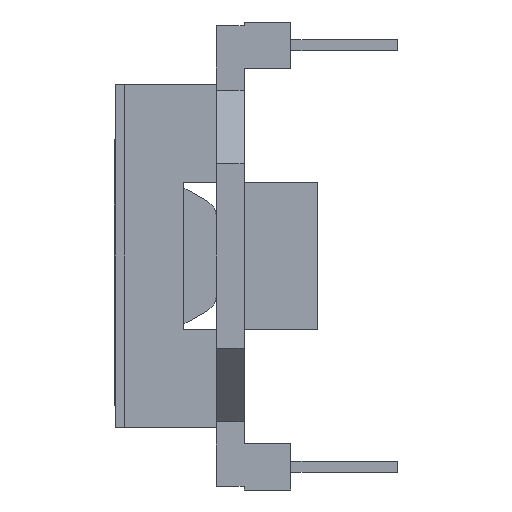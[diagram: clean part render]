
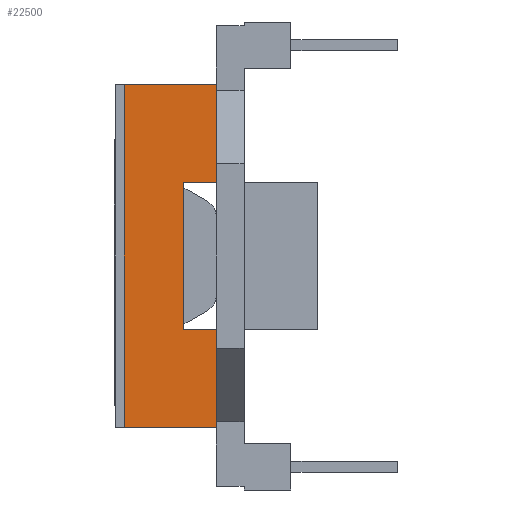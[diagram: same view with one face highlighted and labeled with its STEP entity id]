
A CAD part, left-side view. The second image highlights one B-rep face of the part: STEP entity #22500.
In plain terms, the highlighted planar face has unit normal (-1, 0, 0).
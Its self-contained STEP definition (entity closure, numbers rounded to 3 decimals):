
#167 = VECTOR ( 'NONE', #9074, 1000. ) ;
#510 = ORIENTED_EDGE ( 'NONE', *, *, #4977, .T. ) ;
#609 = VERTEX_POINT ( 'NONE', #18656 ) ;
#999 = DIRECTION ( 'NONE',  ( 0., 0., 1. ) ) ;
#1249 = DIRECTION ( 'NONE',  ( 0., -1., 0. ) ) ;
#1305 = VERTEX_POINT ( 'NONE', #19362 ) ;
#1398 = EDGE_CURVE ( 'NONE', #23990, #24190, #23498, .T. ) ;
#1652 = DIRECTION ( 'NONE',  ( 0., 0., -1. ) ) ;
#2036 = CARTESIAN_POINT ( 'NONE',  ( -16.5, 4., 0. ) ) ;
#2128 = CARTESIAN_POINT ( 'NONE',  ( -16.5, -9.3, -5. ) ) ;
#2836 = CARTESIAN_POINT ( 'NONE',  ( -16.5, -11.16, -3.2 ) ) ;
#3055 = LINE ( 'NONE', #2036, #14705 ) ;
#3479 = LINE ( 'NONE', #10321, #7283 ) ;
#3667 = VECTOR ( 'NONE', #1652, 1000. ) ;
#4343 = VERTEX_POINT ( 'NONE', #17880 ) ;
#4399 = EDGE_CURVE ( 'NONE', #15675, #609, #3479, .T. ) ;
#4977 = EDGE_CURVE ( 'NONE', #1305, #15675, #10963, .T. ) ;
#6659 = ORIENTED_EDGE ( 'NONE', *, *, #4399, .T. ) ;
#6697 = VECTOR ( 'NONE', #8619, 1000. ) ;
#7283 = VECTOR ( 'NONE', #12073, 1000. ) ;
#7936 = AXIS2_PLACEMENT_3D ( 'NONE', #12242, #10317, #999 ) ;
#8538 = PLANE ( 'NONE',  #7936 ) ;
#8619 = DIRECTION ( 'NONE',  ( 0., 0., -1. ) ) ;
#9074 = DIRECTION ( 'NONE',  ( 0., 1., 0. ) ) ;
#10204 = ORIENTED_EDGE ( 'NONE', *, *, #22367, .T. ) ;
#10317 = DIRECTION ( 'NONE',  ( -1., 0., 0. ) ) ;
#10321 = CARTESIAN_POINT ( 'NONE',  ( -16.5, 9.3, 0. ) ) ;
#10963 = LINE ( 'NONE', #20067, #167 ) ;
#12001 = VECTOR ( 'NONE', #12577, 1000. ) ;
#12073 = DIRECTION ( 'NONE',  ( 0., 0., -1. ) ) ;
#12242 = CARTESIAN_POINT ( 'NONE',  ( -16.5, 9.3, 0. ) ) ;
#12267 = VECTOR ( 'NONE', #21315, 1000. ) ;
#12577 = DIRECTION ( 'NONE',  ( 0., -1., 0. ) ) ;
#12830 = EDGE_CURVE ( 'NONE', #24190, #15771, #17285, .T. ) ;
#13331 = EDGE_CURVE ( 'NONE', #609, #4343, #16669, .T. ) ;
#14043 = VECTOR ( 'NONE', #1249, 1000. ) ;
#14453 = ORIENTED_EDGE ( 'NONE', *, *, #1398, .T. ) ;
#14676 = CARTESIAN_POINT ( 'NONE',  ( -16.5, -4., -3.2 ) ) ;
#14705 = VECTOR ( 'NONE', #22432, 1000. ) ;
#15069 = ORIENTED_EDGE ( 'NONE', *, *, #15402, .F. ) ;
#15105 = CARTESIAN_POINT ( 'NONE',  ( -16.5, 9.3, 0. ) ) ;
#15124 = LINE ( 'NONE', #15939, #6697 ) ;
#15402 = EDGE_CURVE ( 'NONE', #1305, #15771, #15124, .T. ) ;
#15458 = ORIENTED_EDGE ( 'NONE', *, *, #12830, .T. ) ;
#15675 = VERTEX_POINT ( 'NONE', #15105 ) ;
#15771 = VERTEX_POINT ( 'NONE', #2128 ) ;
#15939 = CARTESIAN_POINT ( 'NONE',  ( -16.5, -9.3, 0. ) ) ;
#15962 = ORIENTED_EDGE ( 'NONE', *, *, #17292, .T. ) ;
#16100 = CARTESIAN_POINT ( 'NONE',  ( -16.5, 4., -3.2 ) ) ;
#16432 = CARTESIAN_POINT ( 'NONE',  ( -16.5, -4., -3.2 ) ) ;
#16669 = LINE ( 'NONE', #23898, #14043 ) ;
#17285 = LINE ( 'NONE', #23692, #12001 ) ;
#17292 = EDGE_CURVE ( 'NONE', #4343, #21007, #3055, .T. ) ;
#17880 = CARTESIAN_POINT ( 'NONE',  ( -16.5, 4., -5. ) ) ;
#18123 = FACE_OUTER_BOUND ( 'NONE', #21864, .T. ) ;
#18656 = CARTESIAN_POINT ( 'NONE',  ( -16.5, 9.3, -5. ) ) ;
#19362 = CARTESIAN_POINT ( 'NONE',  ( -16.5, -9.3, 0. ) ) ;
#20067 = CARTESIAN_POINT ( 'NONE',  ( -16.5, 9.3, 0. ) ) ;
#20919 = ORIENTED_EDGE ( 'NONE', *, *, #13331, .T. ) ;
#21007 = VERTEX_POINT ( 'NONE', #16100 ) ;
#21315 = DIRECTION ( 'NONE',  ( 0., -1., 0. ) ) ;
#21864 = EDGE_LOOP ( 'NONE', ( #10204, #14453, #15458, #15069, #510, #6659, #20919, #15962 ) ) ;
#22367 = EDGE_CURVE ( 'NONE', #21007, #23990, #23385, .T. ) ;
#22432 = DIRECTION ( 'NONE',  ( 0., 0., 1. ) ) ;
#22500 = ADVANCED_FACE ( 'NONE', ( #18123 ), #8538, .T. ) ;
#22724 = CARTESIAN_POINT ( 'NONE',  ( -16.5, -4., -5. ) ) ;
#23385 = LINE ( 'NONE', #2836, #12267 ) ;
#23498 = LINE ( 'NONE', #16432, #3667 ) ;
#23692 = CARTESIAN_POINT ( 'NONE',  ( -16.5, 9.3, -5. ) ) ;
#23898 = CARTESIAN_POINT ( 'NONE',  ( -16.5, 9.3, -5. ) ) ;
#23990 = VERTEX_POINT ( 'NONE', #14676 ) ;
#24190 = VERTEX_POINT ( 'NONE', #22724 ) ;
